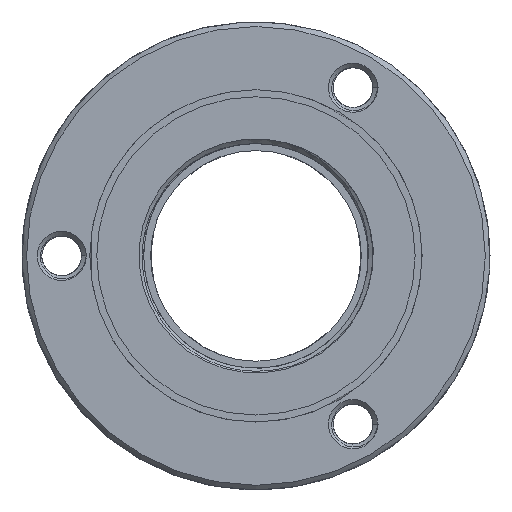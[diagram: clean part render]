
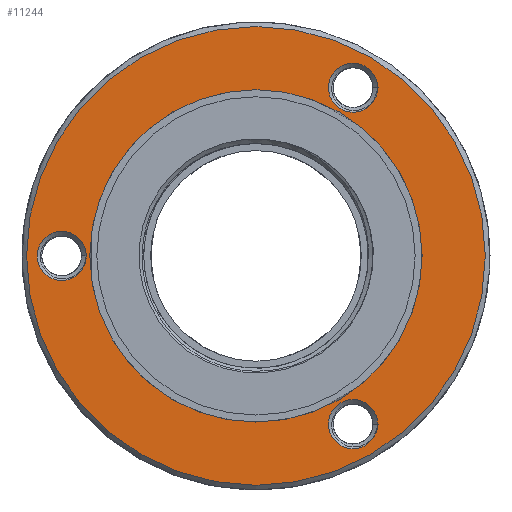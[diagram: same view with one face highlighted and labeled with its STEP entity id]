
A CAD part, left-side view. The second image highlights one B-rep face of the part: STEP entity #11244.
In plain terms, the highlighted planar face has unit normal (-1, 0, 0).
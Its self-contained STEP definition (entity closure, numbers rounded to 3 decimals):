
#695 = EDGE_LOOP ( 'NONE', ( #11376 ) ) ;
#745 = DIRECTION ( 'NONE',  ( 0., 0., 1. ) ) ;
#870 = AXIS2_PLACEMENT_3D ( 'NONE', #13309, #14873, #24844 ) ;
#1457 = DIRECTION ( 'NONE',  ( 0., 0., -1. ) ) ;
#2057 = CARTESIAN_POINT ( 'NONE',  ( 8., 0., 0. ) ) ;
#2358 = CARTESIAN_POINT ( 'NONE',  ( 8., -4.15, -8.238 ) ) ;
#2426 = EDGE_LOOP ( 'NONE', ( #11699 ) ) ;
#2960 = FACE_BOUND ( 'NONE', #11394, .T. ) ;
#4555 = VERTEX_POINT ( 'NONE', #22492 ) ;
#4647 = FACE_BOUND ( 'NONE', #695, .T. ) ;
#4769 = DIRECTION ( 'NONE',  ( -1., 0., 0. ) ) ;
#4892 = FACE_OUTER_BOUND ( 'NONE', #19420, .T. ) ;
#4935 = CARTESIAN_POINT ( 'NONE',  ( 8., 8.3, -1.05 ) ) ;
#5854 = DIRECTION ( 'NONE',  ( 0., 0., -1. ) ) ;
#6320 = DIRECTION ( 'NONE',  ( -1., 0., 0. ) ) ;
#6622 = CARTESIAN_POINT ( 'NONE',  ( 8., -4.15, 6.138 ) ) ;
#6826 = CARTESIAN_POINT ( 'NONE',  ( 8., 0., 0. ) ) ;
#6906 = EDGE_CURVE ( 'NONE', #14721, #14721, #21175, .T. ) ;
#7698 = DIRECTION ( 'NONE',  ( 1., 0., 0. ) ) ;
#8793 = AXIS2_PLACEMENT_3D ( 'NONE', #2057, #6320, #14027 ) ;
#8937 = FACE_BOUND ( 'NONE', #2426, .T. ) ;
#9266 = EDGE_CURVE ( 'NONE', #4555, #4555, #23705, .T. ) ;
#9274 = DIRECTION ( 'NONE',  ( 1., 0., 0. ) ) ;
#9787 = ORIENTED_EDGE ( 'NONE', *, *, #14531, .T. ) ;
#10387 = PLANE ( 'NONE',  #19637 ) ;
#10437 = VERTEX_POINT ( 'NONE', #18358 ) ;
#10524 = DIRECTION ( 'NONE',  ( 0., 0., -1. ) ) ;
#10869 = AXIS2_PLACEMENT_3D ( 'NONE', #15524, #7698, #5854 ) ;
#10908 = CARTESIAN_POINT ( 'NONE',  ( 8., 10., 0. ) ) ;
#11244 = ADVANCED_FACE ( 'NONE', ( #4892, #2960, #8937, #14792, #4647 ), #10387, .F. ) ;
#11376 = ORIENTED_EDGE ( 'NONE', *, *, #9266, .F. ) ;
#11394 = EDGE_LOOP ( 'NONE', ( #11678 ) ) ;
#11678 = ORIENTED_EDGE ( 'NONE', *, *, #6906, .T. ) ;
#11699 = ORIENTED_EDGE ( 'NONE', *, *, #23593, .T. ) ;
#12052 = AXIS2_PLACEMENT_3D ( 'NONE', #13440, #9274, #1457 ) ;
#12401 = ORIENTED_EDGE ( 'NONE', *, *, #23741, .T. ) ;
#13309 = CARTESIAN_POINT ( 'NONE',  ( 8., -4.15, 7.188 ) ) ;
#13440 = CARTESIAN_POINT ( 'NONE',  ( 8., -4.15, -7.188 ) ) ;
#13763 = AXIS2_PLACEMENT_3D ( 'NONE', #6826, #4769, #745 ) ;
#14027 = DIRECTION ( 'NONE',  ( 0., 0., -1. ) ) ;
#14531 = EDGE_CURVE ( 'NONE', #10437, #10437, #21668, .T. ) ;
#14595 = VERTEX_POINT ( 'NONE', #4935 ) ;
#14721 = VERTEX_POINT ( 'NONE', #2358 ) ;
#14792 = FACE_BOUND ( 'NONE', #24939, .T. ) ;
#14873 = DIRECTION ( 'NONE',  ( 1., 0., 0. ) ) ;
#15524 = CARTESIAN_POINT ( 'NONE',  ( 8., 8.3, 0. ) ) ;
#16657 = CIRCLE ( 'NONE', #870, 1.05 ) ;
#17515 = CIRCLE ( 'NONE', #10869, 1.05 ) ;
#18358 = CARTESIAN_POINT ( 'NONE',  ( 8., 0., -9.8 ) ) ;
#19420 = EDGE_LOOP ( 'NONE', ( #9787 ) ) ;
#19637 = AXIS2_PLACEMENT_3D ( 'NONE', #10908, #24652, #10524 ) ;
#21175 = CIRCLE ( 'NONE', #12052, 1.05 ) ;
#21668 = CIRCLE ( 'NONE', #8793, 9.8 ) ;
#22492 = CARTESIAN_POINT ( 'NONE',  ( 8., 0., 7.1 ) ) ;
#23593 = EDGE_CURVE ( 'NONE', #24428, #24428, #16657, .T. ) ;
#23705 = CIRCLE ( 'NONE', #13763, 7.1 ) ;
#23741 = EDGE_CURVE ( 'NONE', #14595, #14595, #17515, .T. ) ;
#24428 = VERTEX_POINT ( 'NONE', #6622 ) ;
#24652 = DIRECTION ( 'NONE',  ( 1., 0., 0. ) ) ;
#24844 = DIRECTION ( 'NONE',  ( 0., 0., -1. ) ) ;
#24939 = EDGE_LOOP ( 'NONE', ( #12401 ) ) ;
